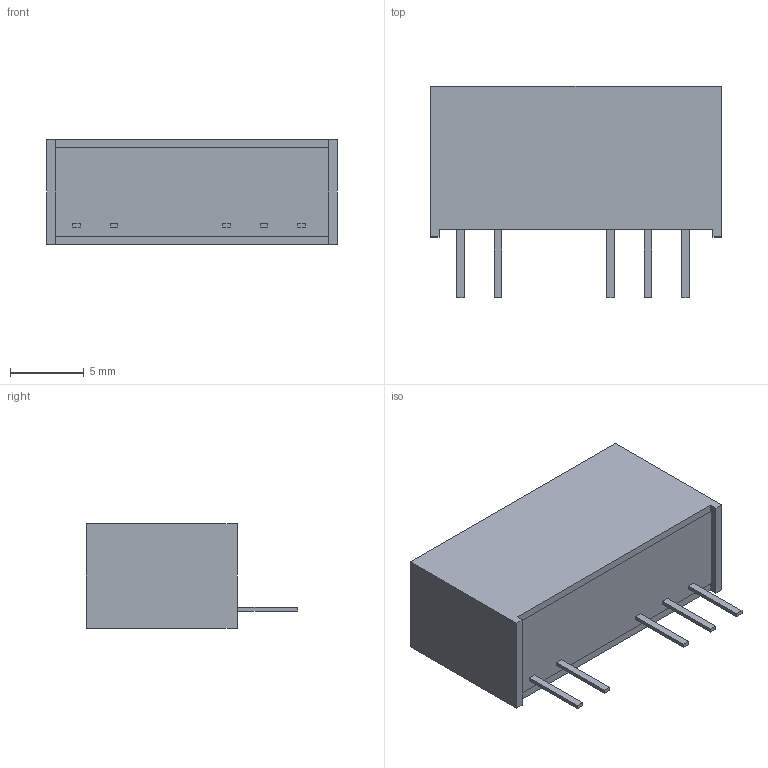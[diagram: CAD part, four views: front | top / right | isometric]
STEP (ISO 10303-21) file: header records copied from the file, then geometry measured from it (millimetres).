
FILE_DESCRIPTION(('FreeCAD Model'),'2;1');
FILE_NAME('RKZ_xx2005D_3D_20190725.step','2019-07-25T10:50:29',('Author'),( ''),'Open CASCADE STEP processor 7.3','FreeCAD','Unknown');
FILE_SCHEMA(('AUTOMOTIVE_DESIGN { 1 0 10303 214 1 1 1 1 }'));
Length unit declared in the file: millimetre
Products named in the file (7): RKZ-xx2005D_case; RKZ-xx2005D_pin1(+Vin); RKZ-xx2005D_pin7(+Vout); RKZ-xx2005D_pin5(-Vout); RKZ-xx2005D_pin6(Com); RKZ-xx2005D_pin2(-Vin); RKZ-xx2005D_potting
Bounding box: 19.65 x 14.3 x 7.05 mm (x, y, z)
Volume: 1347.5 mm3; surface area: 1959.9 mm2
Topology: 7 solids, 7 shells, 148 faces, 369 edges, 246 vertices
Faces by surface type: plane 136, cylinder 12
Entity records: 4466 total; most frequent: CARTESIAN_POINT 764, ORIENTED_EDGE 738, DIRECTION 691, EDGE_CURVE 369, LINE 345, VECTOR 345, VERTEX_POINT 246, AXIS2_PLACEMENT_3D 173
